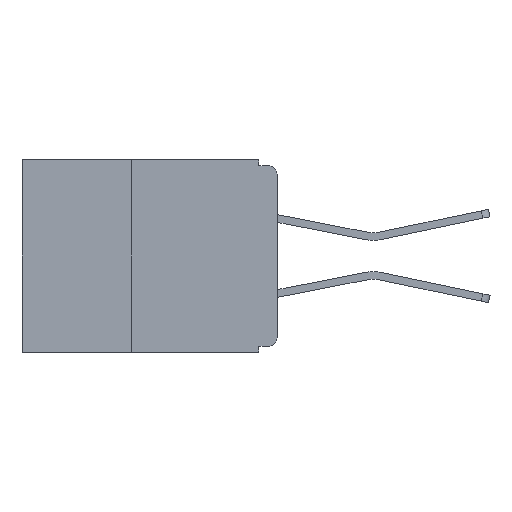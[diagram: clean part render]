
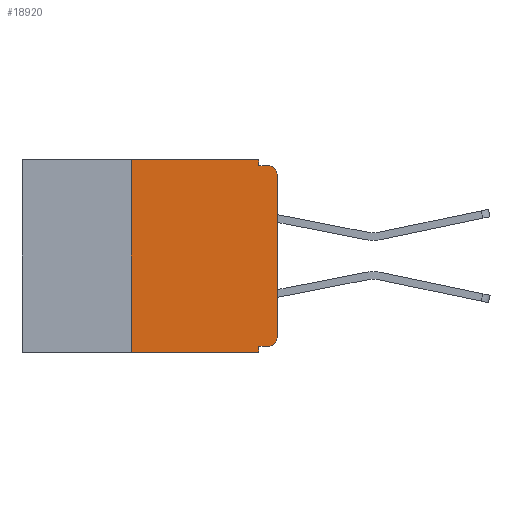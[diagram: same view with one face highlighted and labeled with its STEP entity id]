
A CAD part, left-side view. The second image highlights one B-rep face of the part: STEP entity #18920.
In plain terms, the highlighted planar face has unit normal (-1, 0, 0).
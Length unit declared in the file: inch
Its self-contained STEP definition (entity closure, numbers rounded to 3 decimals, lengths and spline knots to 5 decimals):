
#22 = CIRCLE ( 'NONE', #18214, 0.015 ) ;
#25 = CARTESIAN_POINT ( 'NONE',  ( 0., 0.031, -0.32 ) ) ;
#50 = VERTEX_POINT ( 'NONE', #9870 ) ;
#267 = EDGE_CURVE ( 'NONE', #9670, #8148, #1584, .T. ) ;
#327 = DIRECTION ( 'NONE',  ( 0., 0., -1. ) ) ;
#430 = CARTESIAN_POINT ( 'NONE',  ( 0., 0.25, -0.33 ) ) ;
#1081 = VECTOR ( 'NONE', #17036, 39.37008 ) ;
#1092 = VECTOR ( 'NONE', #13119, 39.37008 ) ;
#1105 = VECTOR ( 'NONE', #13704, 39.37008 ) ;
#1183 = VECTOR ( 'NONE', #7595, 39.37008 ) ;
#1446 = CARTESIAN_POINT ( 'NONE',  ( 0., 0.015, -0.01 ) ) ;
#1532 = DIRECTION ( 'NONE',  ( 0., 0., -1. ) ) ;
#1584 = LINE ( 'NONE', #8605, #1092 ) ;
#1598 = LINE ( 'NONE', #16664, #1105 ) ;
#2310 = LINE ( 'NONE', #15503, #18172 ) ;
#2615 = VECTOR ( 'NONE', #17587, 39.37008 ) ;
#3384 = ORIENTED_EDGE ( 'NONE', *, *, #14766, .F. ) ;
#3824 = AXIS2_PLACEMENT_3D ( 'NONE', #19853, #10888, #1532 ) ;
#4136 = EDGE_CURVE ( 'NONE', #5334, #7664, #8754, .T. ) ;
#4319 = VERTEX_POINT ( 'NONE', #14654 ) ;
#4474 = EDGE_LOOP ( 'NONE', ( #7447, #6444, #13573, #12933, #13394, #7530, #5078, #6746, #3384, #9290 ) ) ;
#4500 = EDGE_CURVE ( 'NONE', #10850, #9670, #14301, .T. ) ;
#5078 = ORIENTED_EDGE ( 'NONE', *, *, #4136, .T. ) ;
#5309 = LINE ( 'NONE', #6036, #1183 ) ;
#5334 = VERTEX_POINT ( 'NONE', #430 ) ;
#5449 = DIRECTION ( 'NONE',  ( 1., 0., 0. ) ) ;
#5973 = CARTESIAN_POINT ( 'NONE',  ( 0., 0.031, -0.33 ) ) ;
#6036 = CARTESIAN_POINT ( 'NONE',  ( 0., 0.031, -0.33 ) ) ;
#6444 = ORIENTED_EDGE ( 'NONE', *, *, #13098, .T. ) ;
#6445 = CARTESIAN_POINT ( 'NONE',  ( 0., 0.015, -0.32 ) ) ;
#6746 = ORIENTED_EDGE ( 'NONE', *, *, #13034, .F. ) ;
#7447 = ORIENTED_EDGE ( 'NONE', *, *, #19837, .T. ) ;
#7530 = ORIENTED_EDGE ( 'NONE', *, *, #13382, .F. ) ;
#7595 = DIRECTION ( 'NONE',  ( 0., 0., -1. ) ) ;
#7664 = VERTEX_POINT ( 'NONE', #5973 ) ;
#8148 = VERTEX_POINT ( 'NONE', #1446 ) ;
#8272 = FACE_OUTER_BOUND ( 'NONE', #4474, .T. ) ;
#8478 = CARTESIAN_POINT ( 'NONE',  ( 0., 0.25, -0.33 ) ) ;
#8509 = CIRCLE ( 'NONE', #3824, 0.015 ) ;
#8605 = CARTESIAN_POINT ( 'NONE',  ( 0., 0., -0.01 ) ) ;
#8754 = LINE ( 'NONE', #17254, #12402 ) ;
#8892 = LINE ( 'NONE', #15571, #1081 ) ;
#9290 = ORIENTED_EDGE ( 'NONE', *, *, #10677, .T. ) ;
#9663 = DIRECTION ( 'NONE',  ( -1., 0., 0. ) ) ;
#9670 = VERTEX_POINT ( 'NONE', #14605 ) ;
#9870 = CARTESIAN_POINT ( 'NONE',  ( 0., 0., -0.305 ) ) ;
#10104 = CARTESIAN_POINT ( 'NONE',  ( 0., 0.437, 0. ) ) ;
#10199 = VECTOR ( 'NONE', #12243, 39.37008 ) ;
#10677 = EDGE_CURVE ( 'NONE', #14994, #50, #22, .T. ) ;
#10850 = VERTEX_POINT ( 'NONE', #17602 ) ;
#10888 = DIRECTION ( 'NONE',  ( -1., 0., 0. ) ) ;
#10956 = DIRECTION ( 'NONE',  ( 0., -1., 0. ) ) ;
#12022 = AXIS2_PLACEMENT_3D ( 'NONE', #10104, #5449, #16244 ) ;
#12243 = DIRECTION ( 'NONE',  ( 0., 0., -1. ) ) ;
#12377 = CARTESIAN_POINT ( 'NONE',  ( 0., 0.031, 0. ) ) ;
#12402 = VECTOR ( 'NONE', #17201, 39.37008 ) ;
#12933 = ORIENTED_EDGE ( 'NONE', *, *, #4500, .F. ) ;
#13034 = EDGE_CURVE ( 'NONE', #18625, #7664, #5309, .T. ) ;
#13098 = EDGE_CURVE ( 'NONE', #4319, #8148, #8509, .T. ) ;
#13119 = DIRECTION ( 'NONE',  ( 0., -1., 0. ) ) ;
#13382 = EDGE_CURVE ( 'NONE', #5334, #14058, #18937, .T. ) ;
#13394 = ORIENTED_EDGE ( 'NONE', *, *, #14918, .F. ) ;
#13573 = ORIENTED_EDGE ( 'NONE', *, *, #267, .F. ) ;
#13704 = DIRECTION ( 'NONE',  ( 0., 1., 0. ) ) ;
#14058 = VERTEX_POINT ( 'NONE', #17950 ) ;
#14301 = LINE ( 'NONE', #12377, #10199 ) ;
#14605 = CARTESIAN_POINT ( 'NONE',  ( 0., 0.031, -0.01 ) ) ;
#14654 = CARTESIAN_POINT ( 'NONE',  ( 0., 0., -0.025 ) ) ;
#14766 = EDGE_CURVE ( 'NONE', #14994, #18625, #1598, .T. ) ;
#14918 = EDGE_CURVE ( 'NONE', #14058, #10850, #2310, .T. ) ;
#14994 = VERTEX_POINT ( 'NONE', #6445 ) ;
#15503 = CARTESIAN_POINT ( 'NONE',  ( 0., 0.437, 0. ) ) ;
#15571 = CARTESIAN_POINT ( 'NONE',  ( 0., 0., 0. ) ) ;
#16244 = DIRECTION ( 'NONE',  ( 0., 0., -1. ) ) ;
#16664 = CARTESIAN_POINT ( 'NONE',  ( 0., 0., -0.32 ) ) ;
#17036 = DIRECTION ( 'NONE',  ( 0., 0., 1. ) ) ;
#17201 = DIRECTION ( 'NONE',  ( 0., -1., 0. ) ) ;
#17254 = CARTESIAN_POINT ( 'NONE',  ( 0., 0.437, -0.33 ) ) ;
#17587 = DIRECTION ( 'NONE',  ( 0., 0., 1. ) ) ;
#17602 = CARTESIAN_POINT ( 'NONE',  ( 0., 0.031, 0. ) ) ;
#17649 = PLANE ( 'NONE',  #12022 ) ;
#17950 = CARTESIAN_POINT ( 'NONE',  ( 0., 0.25, 0. ) ) ;
#18172 = VECTOR ( 'NONE', #10956, 39.37008 ) ;
#18214 = AXIS2_PLACEMENT_3D ( 'NONE', #18713, #9663, #327 ) ;
#18625 = VERTEX_POINT ( 'NONE', #25 ) ;
#18713 = CARTESIAN_POINT ( 'NONE',  ( 0., 0.015, -0.305 ) ) ;
#18920 = ADVANCED_FACE ( 'NONE', ( #8272 ), #17649, .F. ) ;
#18937 = LINE ( 'NONE', #8478, #2615 ) ;
#19837 = EDGE_CURVE ( 'NONE', #50, #4319, #8892, .T. ) ;
#19853 = CARTESIAN_POINT ( 'NONE',  ( 0., 0.015, -0.025 ) ) ;
